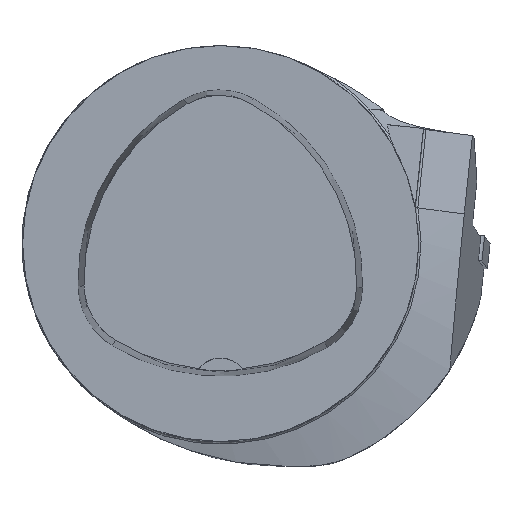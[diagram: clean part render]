
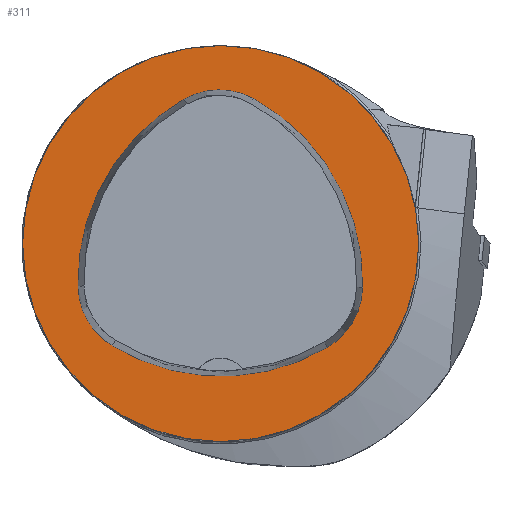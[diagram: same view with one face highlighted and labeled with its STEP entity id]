
A CAD part, top view. The second image highlights one B-rep face of the part: STEP entity #311.
In plain terms, the highlighted planar face has unit normal (0, 0, 1).
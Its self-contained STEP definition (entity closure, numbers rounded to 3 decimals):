
#133=PLANE('',#1692);
#311=ADVANCED_FACE('',(#573,#574),#133,.T.);
#573=FACE_BOUND('',#644,.T.);
#574=FACE_BOUND('',#645,.T.);
#644=EDGE_LOOP('',(#1016,#1017,#1018,#1019,#1020,#1021));
#645=EDGE_LOOP('',(#1022));
#1016=ORIENTED_EDGE('',*,*,#1414,.T.);
#1017=ORIENTED_EDGE('',*,*,#1394,.T.);
#1018=ORIENTED_EDGE('',*,*,#1398,.T.);
#1019=ORIENTED_EDGE('',*,*,#1401,.T.);
#1020=ORIENTED_EDGE('',*,*,#1404,.T.);
#1021=ORIENTED_EDGE('',*,*,#1412,.T.);
#1022=ORIENTED_EDGE('',*,*,#1259,.F.);
#1124=VERTEX_POINT('',#2209);
#1214=VERTEX_POINT('',#2605);
#1215=VERTEX_POINT('',#2606);
#1218=VERTEX_POINT('',#2614);
#1220=VERTEX_POINT('',#2620);
#1222=VERTEX_POINT('',#2626);
#1229=VERTEX_POINT('',#2647);
#1259=EDGE_CURVE('',#1124,#1124,#1453,.T.);
#1394=EDGE_CURVE('',#1214,#1215,#1477,.T.);
#1398=EDGE_CURVE('',#1215,#1218,#1479,.T.);
#1401=EDGE_CURVE('',#1218,#1220,#1481,.T.);
#1404=EDGE_CURVE('',#1220,#1222,#1483,.T.);
#1412=EDGE_CURVE('',#1222,#1229,#1487,.T.);
#1414=EDGE_CURVE('',#1229,#1214,#1489,.T.);
#1453=CIRCLE('',#1575,50.);
#1477=CIRCLE('',#1670,53.);
#1479=CIRCLE('',#1673,18.);
#1481=CIRCLE('',#1676,53.);
#1483=CIRCLE('',#1679,18.);
#1487=CIRCLE('',#1684,53.);
#1489=CIRCLE('',#1687,18.);
#1575=AXIS2_PLACEMENT_3D('',#2208,#1761,#1762);
#1670=AXIS2_PLACEMENT_3D('',#2604,#2019,#2020);
#1673=AXIS2_PLACEMENT_3D('',#2613,#2027,#2028);
#1676=AXIS2_PLACEMENT_3D('',#2619,#2034,#2035);
#1679=AXIS2_PLACEMENT_3D('',#2625,#2041,#2042);
#1684=AXIS2_PLACEMENT_3D('',#2648,#2053,#2054);
#1687=AXIS2_PLACEMENT_3D('',#2651,#2059,#2060);
#1692=AXIS2_PLACEMENT_3D('',#2656,#2069,#2070);
#1761=DIRECTION('',(0.,0.,-1.));
#1762=DIRECTION('',(-1.,0.,0.));
#2019=DIRECTION('',(0.,0.,-1.));
#2020=DIRECTION('',(-1.,0.,0.));
#2027=DIRECTION('',(0.,0.,-1.));
#2028=DIRECTION('',(-1.,0.,0.));
#2034=DIRECTION('',(0.,0.,-1.));
#2035=DIRECTION('',(-1.,0.,0.));
#2041=DIRECTION('',(0.,0.,-1.));
#2042=DIRECTION('',(-1.,0.,0.));
#2053=DIRECTION('',(0.,0.,-1.));
#2054=DIRECTION('',(-1.,0.,0.));
#2059=DIRECTION('',(0.,0.,-1.));
#2060=DIRECTION('',(-1.,0.,0.));
#2069=DIRECTION('',(0.,0.,1.));
#2070=DIRECTION('',(1.,0.,0.));
#2208=CARTESIAN_POINT('',(0.,0.,0.));
#2209=CARTESIAN_POINT('',(-50.,0.,0.));
#2604=CARTESIAN_POINT('',(16.978,-9.621,0.));
#2605=CARTESIAN_POINT('',(-36.009,-10.801,0.));
#2606=CARTESIAN_POINT('',(-9.238,36.441,0.));
#2613=CARTESIAN_POINT('',(-0.334,20.797,0.));
#2614=CARTESIAN_POINT('',(8.312,36.585,0.));
#2619=CARTESIAN_POINT('',(-17.147,-9.9,0.));
#2620=CARTESIAN_POINT('',(35.839,-11.094,0.));
#2625=CARTESIAN_POINT('',(17.844,-10.688,0.));
#2626=CARTESIAN_POINT('',(26.94,-26.221,0.));
#2647=CARTESIAN_POINT('',(-27.358,-25.784,0.));
#2648=CARTESIAN_POINT('',(0.157,19.514,0.));
#2651=CARTESIAN_POINT('',(-18.013,-10.4,0.));
#2656=CARTESIAN_POINT('',(0.,0.,0.));
